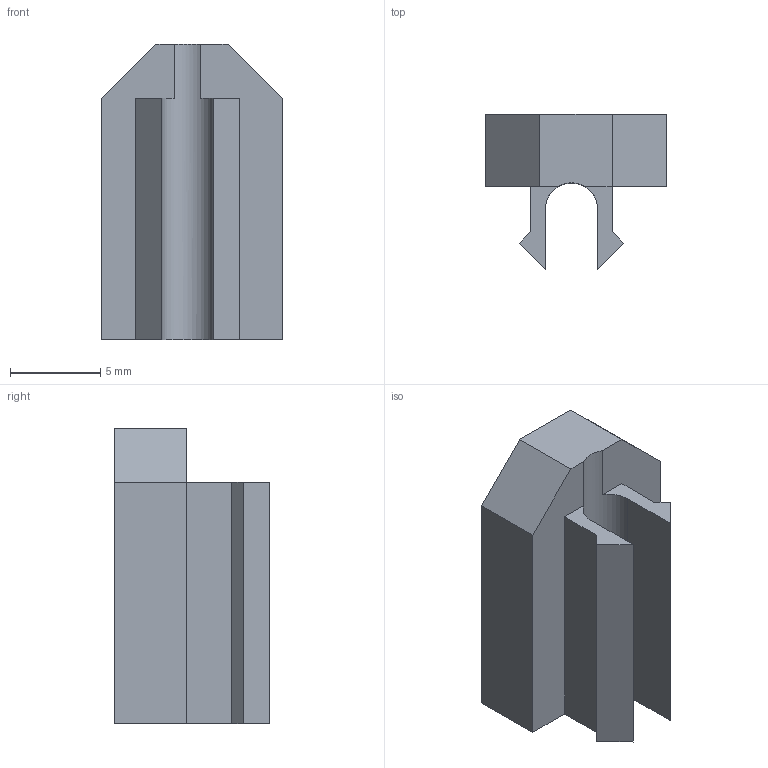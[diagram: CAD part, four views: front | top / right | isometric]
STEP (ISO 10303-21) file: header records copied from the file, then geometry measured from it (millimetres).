
FILE_DESCRIPTION(/* description */ (''),/* implementation_level */ '2;1');
FILE_NAME(/* name */ 'Pliers Rack for Harbor Freight US General Toolbox.step',/* time_stamp */ '2025-12-15T17:51:52-06:00',/* author */ (''),/* organization */ (''),/* preprocessor_version */ 'ST-DEVELOPER v20.1',/* originating_system */ 'Autodesk Translation Framework v14.21.0.0',/* authorisation */ '');
FILE_SCHEMA (('AUTOMOTIVE_DESIGN { 1 0 10303 214 3 1 1 }'));
Length unit declared in the file: millimetre
Products named in the file (3): Pliers Rack for Harbor Freight US General Toolbox; Left Bracket; Locking clip
Assembly tree (2 placements, depth 3):
  Pliers Rack for Harbor Freight US General Toolbox
    Left Bracket
      Locking clip
Bounding box: 10 x 8.6 x 16.4 mm (x, y, z)
Volume: 725.1 mm3; surface area: 760.2 mm2
Topology: 1 solids, 1 shells, 20 faces, 54 edges, 36 vertices
Faces by surface type: plane 19, cylinder 1
Entity records: 695 total; most frequent: CARTESIAN_POINT 115, ORIENTED_EDGE 108, DIRECTION 108, EDGE_CURVE 54, LINE 50, VECTOR 50, VERTEX_POINT 36, AXIS2_PLACEMENT_3D 29
